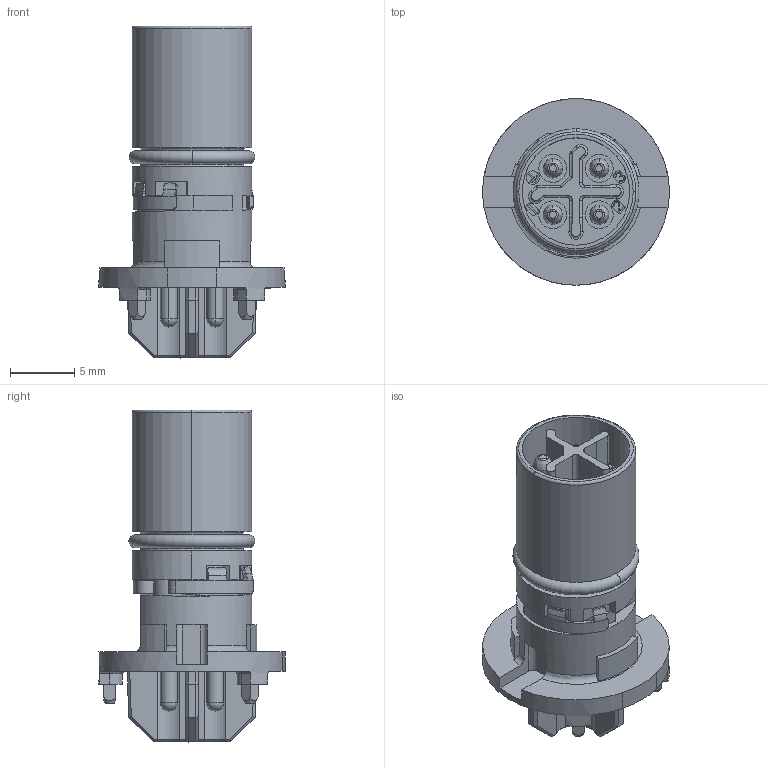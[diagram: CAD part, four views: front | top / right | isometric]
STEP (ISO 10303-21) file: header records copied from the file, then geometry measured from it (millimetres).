
FILE_DESCRIPTION((''),'2;1');
FILE_NAME('1406410','2013-05-15T',('ascheerer'),(''),'PRO/ENGINEER BY PARAMETRIC TECHNOLOGY CORPORATION, 2012480','PRO/ENGINEER BY PARAMETRIC TECHNOLOGY CORPORATION, 2012480','');
FILE_SCHEMA(('AUTOMOTIVE_DESIGN { 1 0 10303 214 1 1 1 1 }'));
Length unit declared in the file: millimetre
Products named in the file (1): 1406410
Bounding box: 14.49 x 14.49 x 25.8 mm (x, y, z)
Volume: 1252.3 mm3; surface area: 2024.8 mm2
Topology: 1 solids, 1 shells, 606 faces, 1567 edges, 987 vertices
Faces by surface type: plane 335, cylinder 159, bspline 35, torus 28, cone 22, extrusion 19, sphere 8
Entity records: 20030 total; most frequent: CARTESIAN_POINT 5311, ORIENTED_EDGE 3118, DIRECTION 2912, EDGE_CURVE 1559, VERTEX_POINT 987, VECTOR 976, AXIS2_PLACEMENT_3D 968, LINE 957
